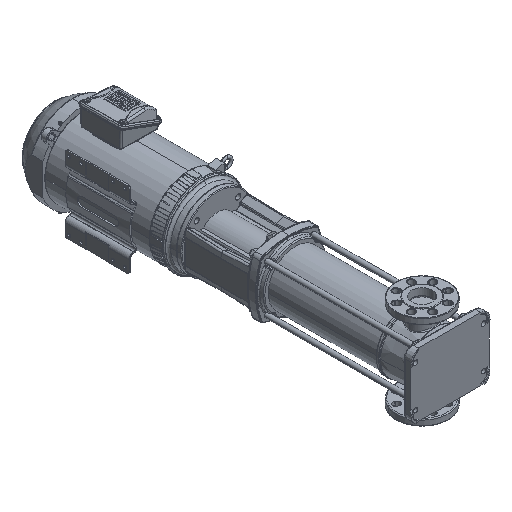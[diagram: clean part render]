
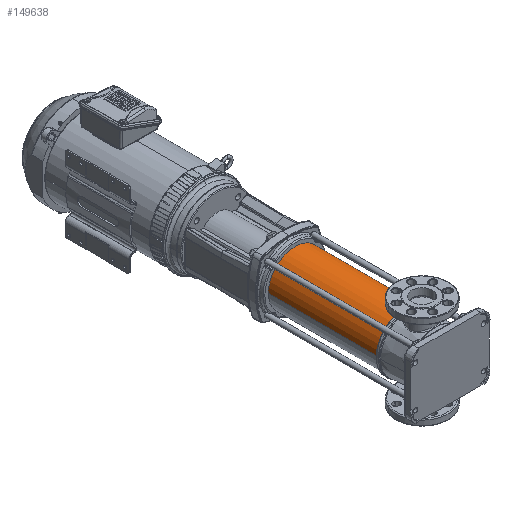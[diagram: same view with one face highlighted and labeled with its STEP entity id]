
A CAD part, isometric view. The second image highlights one B-rep face of the part: STEP entity #149638.
In plain terms, the highlighted cylindrical face has radius 85.35 mm (diameter 170.7 mm), a partial arc.
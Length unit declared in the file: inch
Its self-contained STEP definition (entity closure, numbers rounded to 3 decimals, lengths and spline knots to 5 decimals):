
#2198 = VECTOR ( 'NONE', #7995, 39.37008 ) ;
#6726 = CIRCLE ( 'NONE', #157349, 3.36024 ) ;
#7995 = DIRECTION ( 'NONE',  ( 0., 1., 0. ) ) ;
#19897 = DIRECTION ( 'NONE',  ( 0., 0., 1. ) ) ;
#26361 = ORIENTED_EDGE ( 'NONE', *, *, #74360, .T. ) ;
#26515 = ORIENTED_EDGE ( 'NONE', *, *, #181398, .F. ) ;
#31292 = CARTESIAN_POINT ( 'NONE',  ( 0., 15.78039, 0. ) ) ;
#52601 = VERTEX_POINT ( 'NONE', #142426 ) ;
#54129 = LINE ( 'NONE', #123961, #2198 ) ;
#60482 = DIRECTION ( 'NONE',  ( 0., -1., 0. ) ) ;
#61347 = DIRECTION ( 'NONE',  ( 0., 1., 0. ) ) ;
#64255 = DIRECTION ( 'NONE',  ( 0., 1., 0. ) ) ;
#69612 = EDGE_CURVE ( 'NONE', #121700, #52601, #94576, .T. ) ;
#73818 = DIRECTION ( 'NONE',  ( 0., 1., 0. ) ) ;
#74360 = EDGE_CURVE ( 'NONE', #121497, #121700, #54129, .T. ) ;
#94576 = CIRCLE ( 'NONE', #109686, 3.36024 ) ;
#99053 = VERTEX_POINT ( 'NONE', #179957 ) ;
#104963 = LINE ( 'NONE', #132308, #135297 ) ;
#106743 = CARTESIAN_POINT ( 'NONE',  ( 0., 2.20472, 0. ) ) ;
#107451 = EDGE_LOOP ( 'NONE', ( #26515, #150864, #26361, #163639 ) ) ;
#109686 = AXIS2_PLACEMENT_3D ( 'NONE', #31292, #60482, #147290 ) ;
#119865 = FACE_OUTER_BOUND ( 'NONE', #107451, .T. ) ;
#121497 = VERTEX_POINT ( 'NONE', #128463 ) ;
#121700 = VERTEX_POINT ( 'NONE', #150775 ) ;
#123961 = CARTESIAN_POINT ( 'NONE',  ( 0., 1.70079, 3.36024 ) ) ;
#128463 = CARTESIAN_POINT ( 'NONE',  ( 0., 2.20472, 3.36024 ) ) ;
#132308 = CARTESIAN_POINT ( 'NONE',  ( 0., 1.70079, -3.36024 ) ) ;
#135297 = VECTOR ( 'NONE', #73818, 39.37008 ) ;
#135858 = CYLINDRICAL_SURFACE ( 'NONE', #148416, 3.36024 ) ;
#142426 = CARTESIAN_POINT ( 'NONE',  ( 0., 15.78039, -3.36024 ) ) ;
#147290 = DIRECTION ( 'NONE',  ( 0., 0., 1. ) ) ;
#148416 = AXIS2_PLACEMENT_3D ( 'NONE', #177395, #61347, #19897 ) ;
#149638 = ADVANCED_FACE ( 'NONE', ( #119865 ), #135858, .T. ) ;
#150775 = CARTESIAN_POINT ( 'NONE',  ( 0., 15.78039, 3.36024 ) ) ;
#150864 = ORIENTED_EDGE ( 'NONE', *, *, #162601, .T. ) ;
#157349 = AXIS2_PLACEMENT_3D ( 'NONE', #106743, #64255, #176602 ) ;
#162601 = EDGE_CURVE ( 'NONE', #99053, #121497, #6726, .T. ) ;
#163639 = ORIENTED_EDGE ( 'NONE', *, *, #69612, .T. ) ;
#176602 = DIRECTION ( 'NONE',  ( 0., 0., 1. ) ) ;
#177395 = CARTESIAN_POINT ( 'NONE',  ( 0., 1.70079, 0. ) ) ;
#179957 = CARTESIAN_POINT ( 'NONE',  ( 0., 2.20472, -3.36024 ) ) ;
#181398 = EDGE_CURVE ( 'NONE', #99053, #52601, #104963, .T. ) ;
